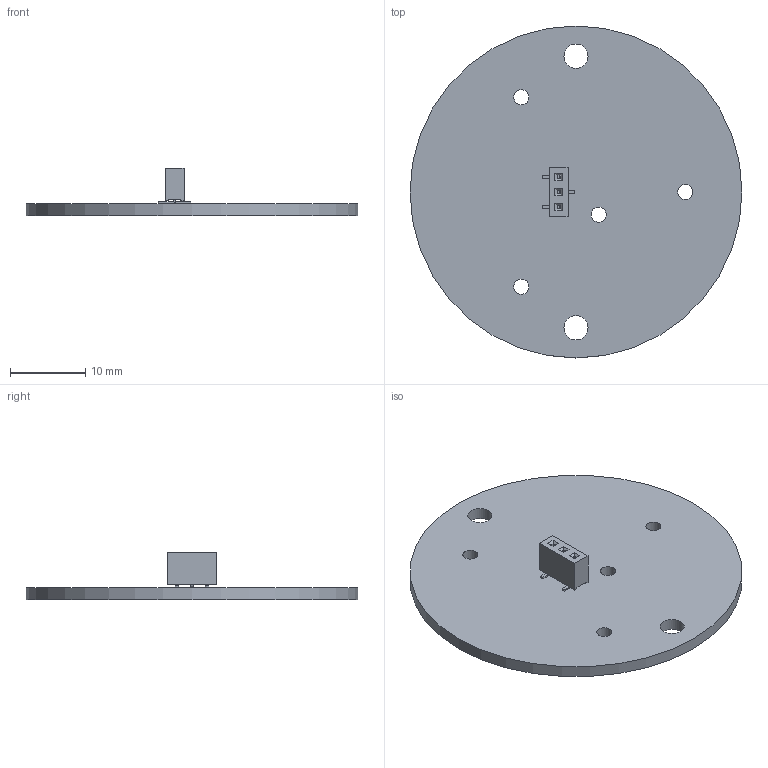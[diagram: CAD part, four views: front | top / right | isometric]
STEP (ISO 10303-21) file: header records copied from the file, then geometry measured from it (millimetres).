
FILE_DESCRIPTION(('KiCad electronic assembly'),'2;1');
FILE_NAME('batteriedeckel.step','2022-09-19T16:50:16',('Pcbnew'),( 'Kicad'),'Open CASCADE STEP processor 7.5','KiCad to STEP converter' ,'Unknown');
FILE_SCHEMA(('AUTOMOTIVE_DESIGN { 1 0 10303 214 1 1 1 1 }'));
Length unit declared in the file: millimetre
Products named in the file (4): batteriedeckel 1; PinSocket_1x03_P2.00mm_Vertical_SMD_Pin1Left; SOLID; batteriedeckel PCB
Assembly tree (3 placements, depth 3):
  batteriedeckel 1
    PinSocket_1x03_P2.00mm_Vertical_SMD_Pin1Left
      SOLID
    batteriedeckel PCB
Bounding box: 44 x 44 x 6.25 mm (x, y, z)
Volume: 2453.7 mm3; surface area: 3422.6 mm2
Topology: 2 solids, 2 shells, 124 faces, 309 edges, 198 vertices
Faces by surface type: bspline 115, cylinder 7, plane 2
Full cylindrical faces by diameter (mm): 2 x4, 3.2 x2, 44 x1
Entity records: 7706 total; most frequent: CARTESIAN_POINT 2552, B_SPLINE_CURVE_WITH_KNOTS 828, ORIENTED_EDGE 618, PCURVE 618, DEFINITIONAL_REPRESENTATION 618, EDGE_CURVE 309, SURFACE_CURVE 302, VERTEX_POINT 198
